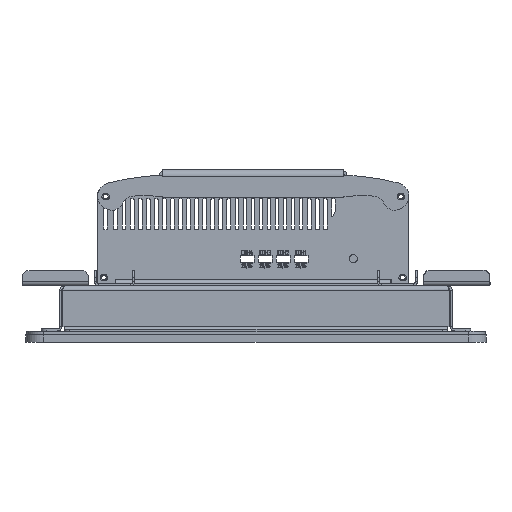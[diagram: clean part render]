
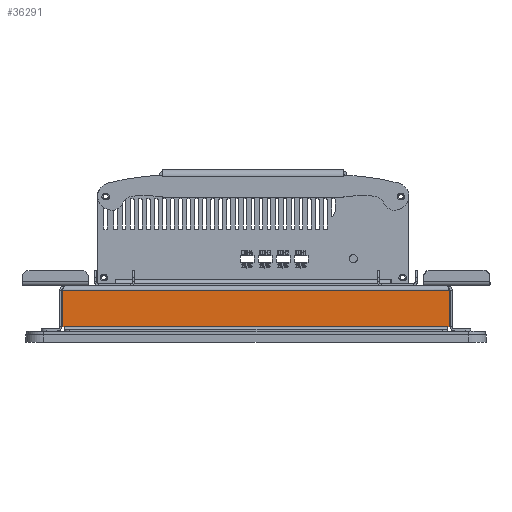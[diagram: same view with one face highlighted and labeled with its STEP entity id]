
A CAD part, left-side view. The second image highlights one B-rep face of the part: STEP entity #36291.
In plain terms, the highlighted planar face has unit normal (-1, 0, 0).
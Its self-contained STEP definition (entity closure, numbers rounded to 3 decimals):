
#36291=ADVANCED_FACE('',(#76611),#76613,.T.);
#76611=FACE_BOUND('',#76612,.T.);
#76612=EDGE_LOOP('',(#116868,#116869,#116870,#116871,#116872,#116873));
#76613=PLANE('',#76614);
#76614=AXIS2_PLACEMENT_3D('',#76615,#76616,#76617);
#76615=CARTESIAN_POINT('',(-153.5,0.,152.722));
#76616=DIRECTION('',(-1.,0.,0.));
#76617=DIRECTION('',(0.,0.,1.));
#116868=ORIENTED_EDGE('',*,*,#132939,.F.);
#116869=ORIENTED_EDGE('',*,*,#138792,.T.);
#116870=ORIENTED_EDGE('',*,*,#138793,.T.);
#116871=ORIENTED_EDGE('',*,*,#138794,.T.);
#116872=ORIENTED_EDGE('',*,*,#138795,.T.);
#116873=ORIENTED_EDGE('',*,*,#138796,.T.);
#132939=EDGE_CURVE('',#153758,#153760,#153761,.T.);
#138792=EDGE_CURVE('',#153758,#162235,#162236,.T.);
#138793=EDGE_CURVE('',#162235,#162237,#162238,.T.);
#138794=EDGE_CURVE('',#162237,#162239,#162240,.T.);
#138795=EDGE_CURVE('',#162239,#162241,#162242,.T.);
#138796=EDGE_CURVE('',#162241,#153760,#162243,.T.);
#153758=VERTEX_POINT('',#199078);
#153760=VERTEX_POINT('',#199095);
#153761=LINE('',#199096,#199097);
#162235=VERTEX_POINT('',#219713);
#162236=LINE('',#219714,#219715);
#162237=VERTEX_POINT('',#219717);
#162238=LINE('',#219718,#219719);
#162239=VERTEX_POINT('',#219721);
#162240=LINE('',#219722,#219723);
#162241=VERTEX_POINT('',#219725);
#162242=LINE('',#219726,#219727);
#162243=LINE('',#219729,#219730);
#199078=CARTESIAN_POINT('',(-153.5,1.088,-1.3));
#199095=CARTESIAN_POINT('',(-153.5,-214.088,-1.3));
#199096=CARTESIAN_POINT('',(-153.5,1.088,-1.3));
#199097=VECTOR('',#199098,1.);
#199098=DIRECTION('',(0.,-1.,0.));
#219713=CARTESIAN_POINT('',(-153.5,1.088,-21.6));
#219714=CARTESIAN_POINT('',(-153.5,1.088,-1.3));
#219715=VECTOR('',#219716,1.);
#219716=DIRECTION('',(0.,0.,-1.));
#219717=CARTESIAN_POINT('',(-153.5,0.,-21.6));
#219718=CARTESIAN_POINT('',(-153.5,1.088,-21.6));
#219719=VECTOR('',#219720,1.);
#219720=DIRECTION('',(0.,-1.,0.));
#219721=CARTESIAN_POINT('',(-153.5,-213.,-21.6));
#219722=CARTESIAN_POINT('',(-153.5,0.,-21.6));
#219723=VECTOR('',#219724,1.);
#219724=DIRECTION('',(0.,-1.,0.));
#219725=CARTESIAN_POINT('',(-153.5,-214.088,-21.6));
#219726=CARTESIAN_POINT('',(-153.5,-213.,-21.6));
#219727=VECTOR('',#219728,1.);
#219728=DIRECTION('',(0.,-1.,0.));
#219729=CARTESIAN_POINT('',(-153.5,-214.088,-21.6));
#219730=VECTOR('',#219731,1.);
#219731=DIRECTION('',(0.,0.,1.));
